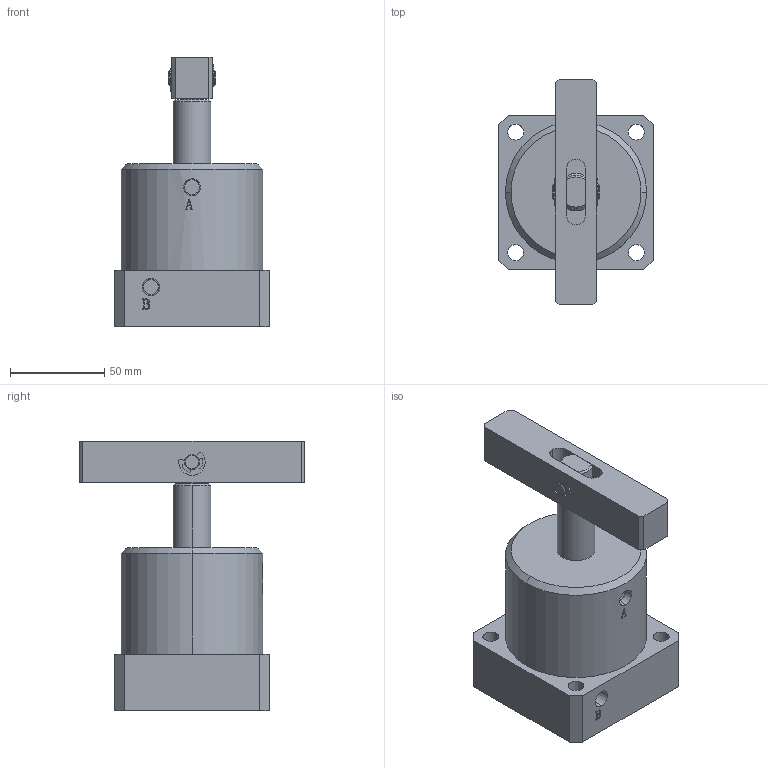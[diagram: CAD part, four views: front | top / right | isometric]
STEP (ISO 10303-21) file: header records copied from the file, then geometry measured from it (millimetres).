
FILE_DESCRIPTION (( 'STEP AP203' ), '1' );
FILE_NAME ('HCAS-63D.STEP', '2019-10-14T08:53:16', ( '微软用户' ), ( '微软中国' ), 'SwSTEP 2.0', 'SolidWorks 2012', '' );
FILE_SCHEMA (( 'CONFIG_CONTROL_DESIGN' ));
Length unit declared in the file: millimetre
Products named in the file (6): HCAS-63掛极; HCAS-63D种; HCAS-63D活塞杆; HCAS-63D邧旋; 縐遠8; HCAS-63D
Assembly tree (6 placements, depth 2):
  HCAS-63D
    HCAS-63掛极
    HCAS-63D种
    HCAS-63D活塞杆
    HCAS-63D邧旋
    縐遠8  x2
Bounding box: 82 x 120 x 143 mm (x, y, z)
Volume: 412686.5 mm3; surface area: 83018.7 mm2
Topology: 6 solids, 6 shells, 219 faces, 552 edges, 362 vertices
Faces by surface type: plane 95, cylinder 88, bspline 16, cone 14, torus 6
Entity records: 7136 total; most frequent: CARTESIAN_POINT 1934, DIRECTION 954, ORIENTED_EDGE 936, EDGE_CURVE 468, AXIS2_PLACEMENT_3D 350, VERTEX_POINT 306, LINE 254, VECTOR 254
